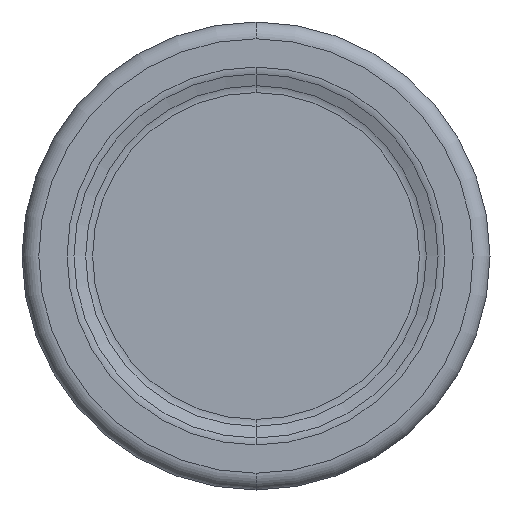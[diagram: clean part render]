
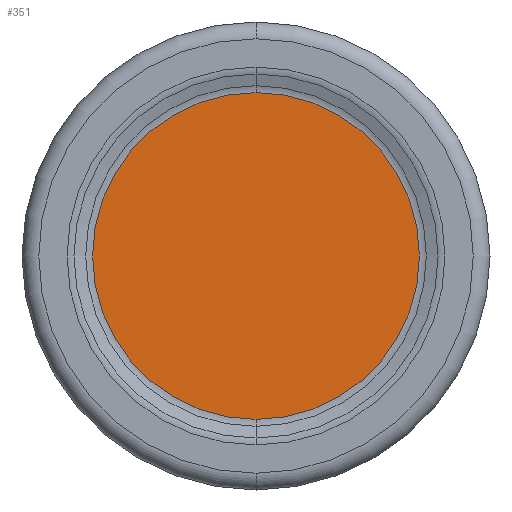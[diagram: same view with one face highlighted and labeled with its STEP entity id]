
A CAD part, front view. The second image highlights one B-rep face of the part: STEP entity #351.
In plain terms, the highlighted planar face has unit normal (0, -1, 0).
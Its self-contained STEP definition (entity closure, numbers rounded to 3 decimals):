
#1 = CARTESIAN_POINT ( 'NONE',  ( 0., 1., -24.371 ) ) ;
#3 = CARTESIAN_POINT ( 'NONE',  ( 0., 1., 24.371 ) ) ;
#41 = DIRECTION ( 'NONE',  ( 0., 0., -1. ) ) ;
#125 = CARTESIAN_POINT ( 'NONE',  ( 0., 1., 0. ) ) ;
#189 = DIRECTION ( 'NONE',  ( 0., -1., 0. ) ) ;
#259 = CIRCLE ( 'NONE', #420, 24.371 ) ;
#265 = CIRCLE ( 'NONE', #404, 24.371 ) ;
#304 = CARTESIAN_POINT ( 'NONE',  ( 0., 1., 0. ) ) ;
#348 = DIRECTION ( 'NONE',  ( 0., -1., 0. ) ) ;
#351 = ADVANCED_FACE ( 'NONE', ( #719 ), #659, .T. ) ;
#363 = VERTEX_POINT ( 'NONE', #1 ) ;
#378 = EDGE_CURVE ( 'NONE', #363, #463, #265, .T. ) ;
#404 = AXIS2_PLACEMENT_3D ( 'NONE', #304, #477, #488 ) ;
#420 = AXIS2_PLACEMENT_3D ( 'NONE', #630, #348, #41 ) ;
#463 = VERTEX_POINT ( 'NONE', #3 ) ;
#477 = DIRECTION ( 'NONE',  ( 0., -1., 0. ) ) ;
#488 = DIRECTION ( 'NONE',  ( 0., 0., -1. ) ) ;
#509 = ORIENTED_EDGE ( 'NONE', *, *, #378, .T. ) ;
#530 = EDGE_CURVE ( 'NONE', #463, #363, #259, .T. ) ;
#587 = EDGE_LOOP ( 'NONE', ( #509, #738 ) ) ;
#623 = AXIS2_PLACEMENT_3D ( 'NONE', #125, #189, #717 ) ;
#630 = CARTESIAN_POINT ( 'NONE',  ( 0., 1., 0. ) ) ;
#659 = PLANE ( 'NONE',  #623 ) ;
#717 = DIRECTION ( 'NONE',  ( 0., 0., -1. ) ) ;
#719 = FACE_OUTER_BOUND ( 'NONE', #587, .T. ) ;
#738 = ORIENTED_EDGE ( 'NONE', *, *, #530, .T. ) ;
